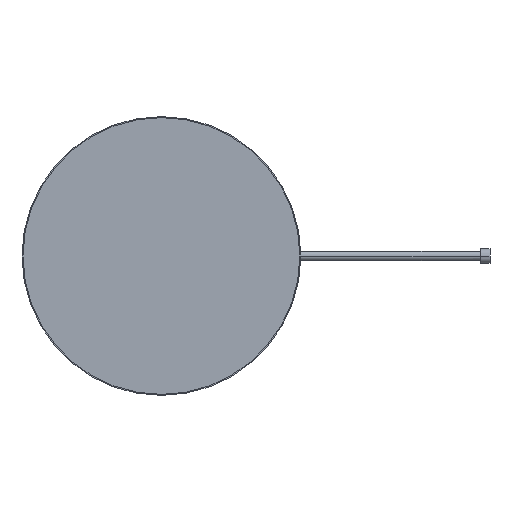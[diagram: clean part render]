
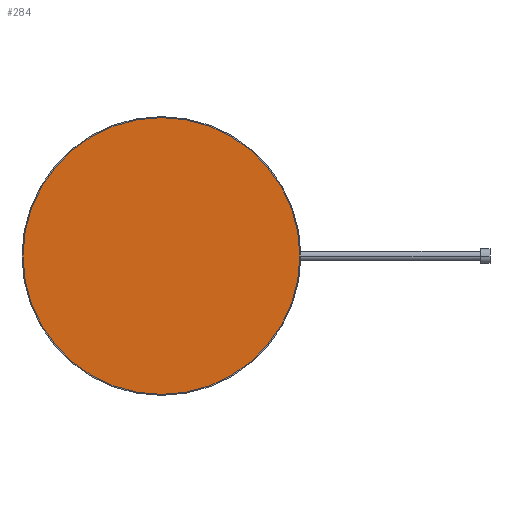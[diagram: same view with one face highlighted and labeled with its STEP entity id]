
A CAD part, front view. The second image highlights one B-rep face of the part: STEP entity #284.
In plain terms, the highlighted planar face has unit normal (0, -1, 0).
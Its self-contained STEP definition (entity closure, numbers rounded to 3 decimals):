
#121 = DIRECTION ( 'NONE',  ( 0., 0., -1. ) ) ;
#284 = ADVANCED_FACE ( 'NONE', ( #520 ), #884, .T. ) ;
#379 = VERTEX_POINT ( 'NONE', #1227 ) ;
#453 = ORIENTED_EDGE ( 'NONE', *, *, #923, .T. ) ;
#467 = ORIENTED_EDGE ( 'NONE', *, *, #941, .T. ) ;
#520 = FACE_OUTER_BOUND ( 'NONE', #540, .T. ) ;
#540 = EDGE_LOOP ( 'NONE', ( #467, #453 ) ) ;
#582 = VERTEX_POINT ( 'NONE', #1243 ) ;
#637 = CIRCLE ( 'NONE', #1075, 139. ) ;
#648 = CIRCLE ( 'NONE', #1057, 139. ) ;
#847 = DIRECTION ( 'NONE',  ( 0., 0., -1. ) ) ;
#883 = DIRECTION ( 'NONE',  ( 0., -1., 0. ) ) ;
#884 = PLANE ( 'NONE',  #976 ) ;
#890 = CARTESIAN_POINT ( 'NONE',  ( 0., 0., 0. ) ) ;
#923 = EDGE_CURVE ( 'NONE', #379, #582, #648, .T. ) ;
#941 = EDGE_CURVE ( 'NONE', #582, #379, #637, .T. ) ;
#976 = AXIS2_PLACEMENT_3D ( 'NONE', #890, #883, #847 ) ;
#1057 = AXIS2_PLACEMENT_3D ( 'NONE', #1213, #1212, #121 ) ;
#1075 = AXIS2_PLACEMENT_3D ( 'NONE', #1245, #1270, #1258 ) ;
#1212 = DIRECTION ( 'NONE',  ( 0., -1., 0. ) ) ;
#1213 = CARTESIAN_POINT ( 'NONE',  ( 0., 0., 0. ) ) ;
#1227 = CARTESIAN_POINT ( 'NONE',  ( 0., 0., 139. ) ) ;
#1243 = CARTESIAN_POINT ( 'NONE',  ( 0., 0., -139. ) ) ;
#1245 = CARTESIAN_POINT ( 'NONE',  ( 0., 0., 0. ) ) ;
#1258 = DIRECTION ( 'NONE',  ( 0., 0., -1. ) ) ;
#1270 = DIRECTION ( 'NONE',  ( 0., -1., 0. ) ) ;
